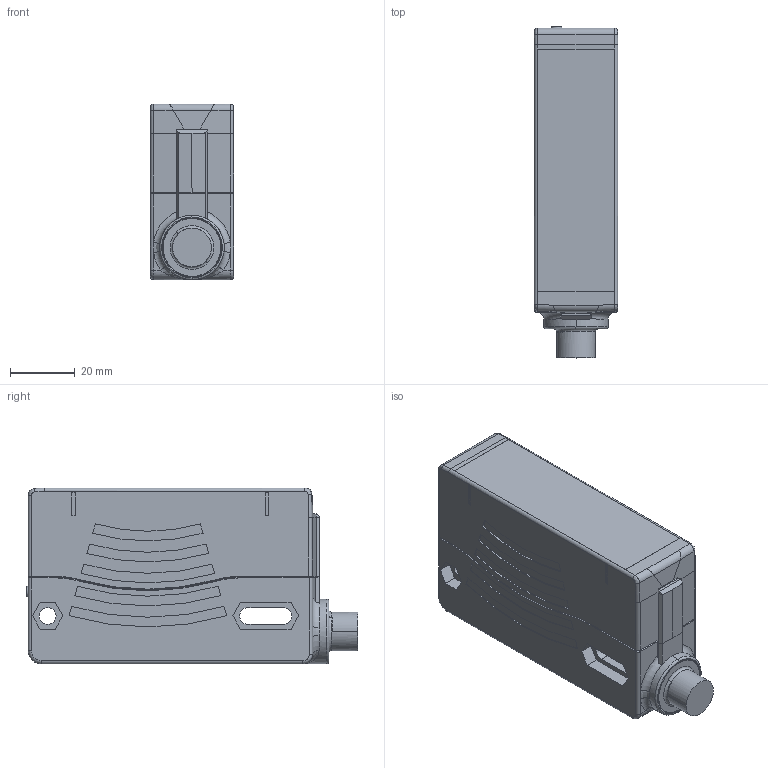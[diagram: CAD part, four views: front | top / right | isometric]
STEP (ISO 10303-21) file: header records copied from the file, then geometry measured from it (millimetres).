
FILE_DESCRIPTION((''),'2;1');
FILE_NAME('DB003398_RLG28_SW0005','2009-10-14T',('jsteininger'),(''),'PRO/ENGINEER BY PARAMETRIC TECHNOLOGY CORPORATION, 2006300','PRO/ENGINEER BY PARAMETRIC TECHNOLOGY CORPORATION, 2006300','');
FILE_SCHEMA(('CONFIG_CONTROL_DESIGN'));
Length unit declared in the file: millimetre
Products named in the file (1): DB003398_RLG28_SW0005
Bounding box: 25.8 x 102.75 x 54.46 mm (x, y, z)
Volume: 121933.4 mm3; surface area: 23905.8 mm2
Topology: 1 solids, 4 shells, 510 faces, 1286 edges, 879 vertices
Faces by surface type: plane 282, cylinder 92, cone 66, torus 40, bspline 22, sphere 8
Entity records: 20901 total; most frequent: CARTESIAN_POINT 3828, DIRECTION 2557, ORIENTED_EDGE 2472, EDGE_CURVE 1236, AXIS2_PLACEMENT_3D 855, VECTOR 847, LINE 847, VERTEX_POINT 783
